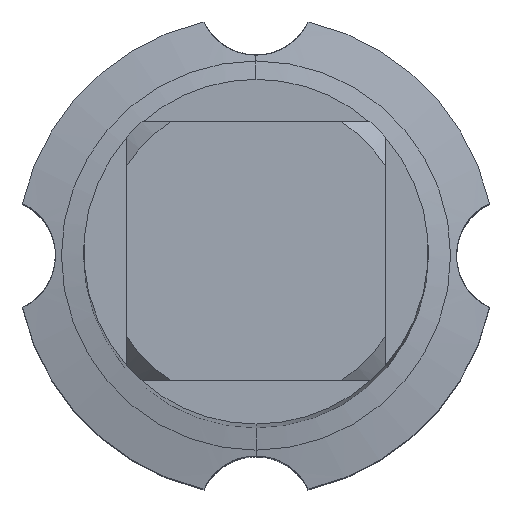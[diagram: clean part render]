
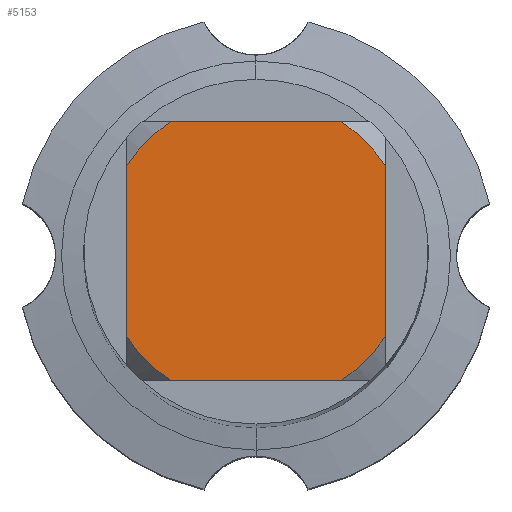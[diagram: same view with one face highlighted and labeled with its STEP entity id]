
A CAD part, top view. The second image highlights one B-rep face of the part: STEP entity #5153.
In plain terms, the highlighted planar face has unit normal (0, 0, 1).
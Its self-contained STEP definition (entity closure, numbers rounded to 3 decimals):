
#1869=VERTEX_POINT('',#5357);
#2087=VERTEX_POINT('',#5590);
#2533=EDGE_CURVE('',#4001,#2087,#6067,.T.);
#2697=VERTEX_POINT('',#6249);
#2719=EDGE_CURVE('',#1869,#4883,#6274,.T.);
#2749=EDGE_CURVE('',#3975,#4883,#6304,.T.);
#2855=EDGE_CURVE('',#3975,#4087,#6424,.T.);
#3635=VERTEX_POINT('',#7272);
#3793=EDGE_CURVE('',#4001,#3635,#7447,.T.);
#3975=VERTEX_POINT('',#7641);
#4001=VERTEX_POINT('',#7670);
#4087=VERTEX_POINT('',#7762);
#4491=EDGE_CURVE('',#2697,#4087,#8199,.T.);
#4883=VERTEX_POINT('',#8629);
#5033=EDGE_CURVE('',#2697,#3635,#8791,.T.);
#5047=EDGE_CURVE('',#1869,#2087,#8807,.T.);
#5153=ADVANCED_FACE('',(#8925),#8926,.T.);
#5357=CARTESIAN_POINT('',(-4.5,2.985,0.0));
#5590=CARTESIAN_POINT('',(-4.5,-2.985,0.0));
#6067=CIRCLE('',#10624,5.4);
#6249=CARTESIAN_POINT('',(4.5,-2.985,0.0));
#6274=CIRCLE('',#10955,5.4);
#6304=LINE('',#11010,#11011);
#6424=CIRCLE('',#11207,5.4);
#7272=CARTESIAN_POINT('',(2.985,-4.5,0.0));
#7447=LINE('',#13190,#13191);
#7641=CARTESIAN_POINT('',(2.985,4.5,0.0));
#7670=CARTESIAN_POINT('',(-2.985,-4.5,0.0));
#7762=CARTESIAN_POINT('',(4.5,2.985,0.0));
#8199=LINE('',#14642,#14643);
#8629=CARTESIAN_POINT('',(-2.985,4.5,0.0));
#8791=CIRCLE('',#15803,5.4);
#8807=LINE('',#15838,#15839);
#8925=FACE_OUTER_BOUND('',#16075,.T.);
#8926=PLANE('',#16076);
#10624=AXIS2_PLACEMENT_3D('',#16889,#16890,#16891);
#10955=AXIS2_PLACEMENT_3D('',#17250,#17251,#17252);
#11010=CARTESIAN_POINT('',(0.0,4.5,0.0));
#11011=VECTOR('',#17257,1.0);
#11207=AXIS2_PLACEMENT_3D('',#17396,#17397,#17398);
#13190=CARTESIAN_POINT('',(0.0,-4.5,0.0));
#13191=VECTOR('',#18640,1.0);
#14642=CARTESIAN_POINT('',(4.5,1.35,0.0));
#14643=VECTOR('',#19421,1.0);
#15803=AXIS2_PLACEMENT_3D('',#20074,#20075,#20076);
#15838=CARTESIAN_POINT('',(-4.5,1.35,0.0));
#15839=VECTOR('',#20095,1.0);
#16075=EDGE_LOOP('',(#20217,#20218,#20219,#20220,#20221,#20222,#20223,#20224));
#16076=AXIS2_PLACEMENT_3D('',#20225,#20226,#20227);
#16889=CARTESIAN_POINT('',(0.0,0.0,0.0));
#16890=DIRECTION('',(0.0,0.0,-1.0));
#16891=DIRECTION('',(0.0,1.0,0.0));
#17250=CARTESIAN_POINT('',(0.0,0.0,0.0));
#17251=DIRECTION('',(0.0,0.0,-1.0));
#17252=DIRECTION('',(0.0,1.0,0.0));
#17257=DIRECTION('',(-1.0,0.0,0.0));
#17396=CARTESIAN_POINT('',(0.0,0.0,0.0));
#17397=DIRECTION('',(0.0,0.0,-1.0));
#17398=DIRECTION('',(0.0,1.0,0.0));
#18640=DIRECTION('',(1.0,0.0,0.0));
#19421=DIRECTION('',(-0.0,1.0,0.0));
#20074=CARTESIAN_POINT('',(0.0,0.0,0.0));
#20075=DIRECTION('',(0.0,0.0,-1.0));
#20076=DIRECTION('',(0.0,1.0,0.0));
#20095=DIRECTION('',(-0.0,-1.0,0.0));
#20217=ORIENTED_EDGE('',*,*,#5047,.T.);
#20218=ORIENTED_EDGE('',*,*,#2533,.F.);
#20219=ORIENTED_EDGE('',*,*,#3793,.T.);
#20220=ORIENTED_EDGE('',*,*,#5033,.F.);
#20221=ORIENTED_EDGE('',*,*,#4491,.T.);
#20222=ORIENTED_EDGE('',*,*,#2855,.F.);
#20223=ORIENTED_EDGE('',*,*,#2749,.T.);
#20224=ORIENTED_EDGE('',*,*,#2719,.F.);
#20225=CARTESIAN_POINT('',(0.0,2.7,0.0));
#20226=DIRECTION('',(-0.0,0.0,1.0));
#20227=DIRECTION('',(0.0,-1.0,0.0));
